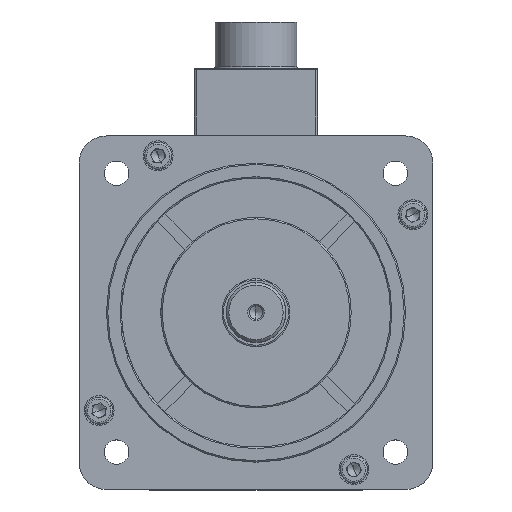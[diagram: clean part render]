
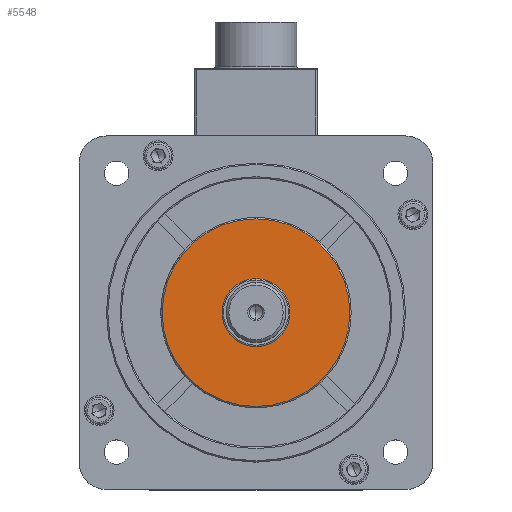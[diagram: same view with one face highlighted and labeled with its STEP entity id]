
A CAD part, top view. The second image highlights one B-rep face of the part: STEP entity #5548.
In plain terms, the highlighted planar face has unit normal (0, 0, 1).
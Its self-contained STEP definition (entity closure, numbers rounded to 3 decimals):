
#273 = DIRECTION ( 'NONE',  ( 1., 0., 0. ) ) ;
#806 = CIRCLE ( 'NONE', #28443, 34.5 ) ;
#2945 = VERTEX_POINT ( 'NONE', #6883 ) ;
#4321 = CARTESIAN_POINT ( 'NONE',  ( 201.359, 86.541, 38.207 ) ) ;
#5524 = DIRECTION ( 'NONE',  ( 0., 0., 1. ) ) ;
#5548 = ADVANCED_FACE ( 'NONE', ( #25946 ), #31194, .T. ) ;
#6173 = EDGE_CURVE ( 'NONE', #32016, #2945, #17349, .T. ) ;
#6352 = EDGE_LOOP ( 'NONE', ( #30727, #28594 ) ) ;
#6883 = CARTESIAN_POINT ( 'NONE',  ( 166.859, 86.541, 38.207 ) ) ;
#12189 = CARTESIAN_POINT ( 'NONE',  ( 201.359, 86.541, 38.207 ) ) ;
#12241 = DIRECTION ( 'NONE',  ( 0., 0., 1. ) ) ;
#12809 = EDGE_CURVE ( 'NONE', #2945, #32016, #806, .T. ) ;
#13865 = AXIS2_PLACEMENT_3D ( 'NONE', #4321, #12241, #34080 ) ;
#14168 = CARTESIAN_POINT ( 'NONE',  ( 201.359, 86.541, 38.207 ) ) ;
#17349 = CIRCLE ( 'NONE', #33466, 34.5 ) ;
#17952 = DIRECTION ( 'NONE',  ( 1., 0., 0. ) ) ;
#23887 = DIRECTION ( 'NONE',  ( 0., 0., 1. ) ) ;
#25946 = FACE_OUTER_BOUND ( 'NONE', #6352, .T. ) ;
#28443 = AXIS2_PLACEMENT_3D ( 'NONE', #12189, #23887, #17952 ) ;
#28594 = ORIENTED_EDGE ( 'NONE', *, *, #6173, .T. ) ;
#30727 = ORIENTED_EDGE ( 'NONE', *, *, #12809, .T. ) ;
#31194 = PLANE ( 'NONE',  #13865 ) ;
#32016 = VERTEX_POINT ( 'NONE', #32220 ) ;
#32220 = CARTESIAN_POINT ( 'NONE',  ( 235.859, 86.541, 38.207 ) ) ;
#33466 = AXIS2_PLACEMENT_3D ( 'NONE', #14168, #5524, #273 ) ;
#34080 = DIRECTION ( 'NONE',  ( 1., 0., 0. ) ) ;
